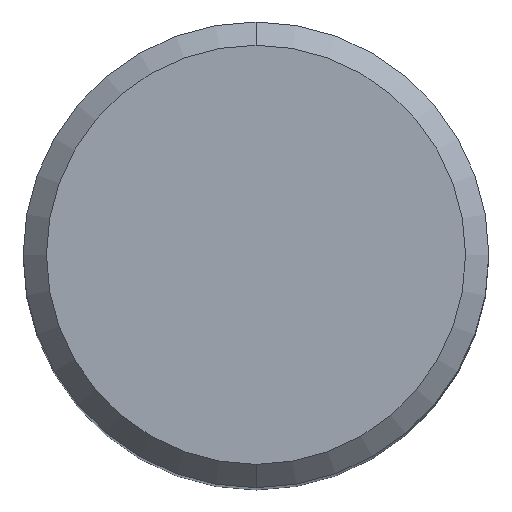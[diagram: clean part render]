
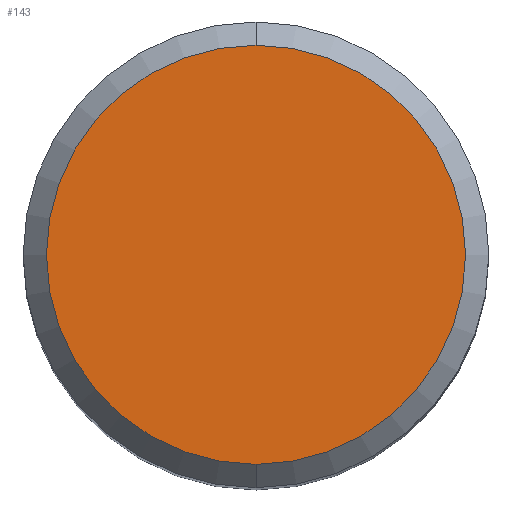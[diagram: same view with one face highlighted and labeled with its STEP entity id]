
A CAD part, top view. The second image highlights one B-rep face of the part: STEP entity #143.
In plain terms, the highlighted planar face has unit normal (0, 0, 1).
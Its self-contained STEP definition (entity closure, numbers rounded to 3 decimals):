
#111=EDGE_CURVE('',#171,#203,#264,.T.);
#143=ADVANCED_FACE('',(#301),#302,.T.);
#163=EDGE_CURVE('',#203,#171,#324,.T.);
#171=VERTEX_POINT('',#333);
#203=VERTEX_POINT('',#370);
#264=CIRCLE('',#427,7.2);
#301=FACE_OUTER_BOUND('',#474,.T.);
#302=PLANE('',#475);
#324=CIRCLE('',#505,7.2);
#333=CARTESIAN_POINT('',(0.0,7.2,0.0));
#370=CARTESIAN_POINT('',(0.,-7.2,0.0));
#427=AXIS2_PLACEMENT_3D('',#618,#619,#620);
#474=EDGE_LOOP('',(#677,#678));
#475=AXIS2_PLACEMENT_3D('',#679,#680,#681);
#505=AXIS2_PLACEMENT_3D('',#706,#707,#708);
#618=CARTESIAN_POINT('',(0.0,0.0,0.0));
#619=DIRECTION('',(0.0,0.0,-1.0));
#620=DIRECTION('',(0.0,1.0,0.0));
#677=ORIENTED_EDGE('',*,*,#111,.F.);
#678=ORIENTED_EDGE('',*,*,#163,.F.);
#679=CARTESIAN_POINT('',(0.0,3.6,0.0));
#680=DIRECTION('',(-0.0,0.0,1.0));
#681=DIRECTION('',(0.0,-1.0,0.0));
#706=CARTESIAN_POINT('',(0.0,0.0,0.0));
#707=DIRECTION('',(0.0,0.0,-1.0));
#708=DIRECTION('',(0.0,1.0,0.0));
